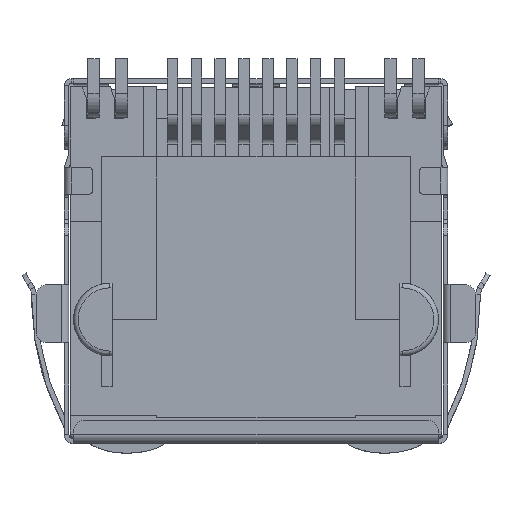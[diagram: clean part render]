
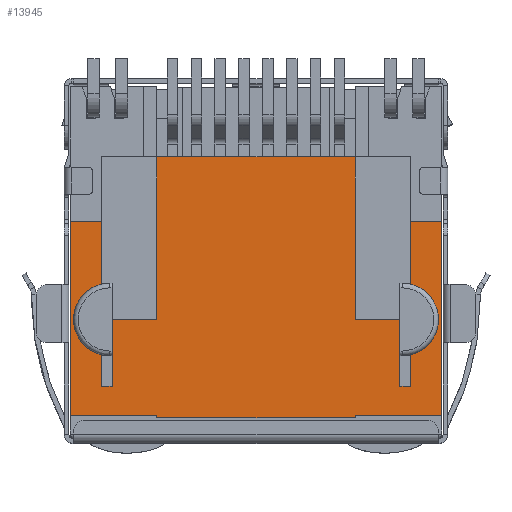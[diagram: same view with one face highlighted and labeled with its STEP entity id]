
A CAD part, top view. The second image highlights one B-rep face of the part: STEP entity #13945.
In plain terms, the highlighted planar face has unit normal (0, 0, 1).
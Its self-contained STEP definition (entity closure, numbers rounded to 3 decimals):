
#1376=DIRECTION('',(1.,0.,0.));
#1377=VECTOR('',#1376,8.5);
#1378=CARTESIAN_POINT('',(3.7,12.05,-1.35));
#1379=LINE('',#1378,#1377);
#1380=DIRECTION('',(0.,-1.,0.));
#1381=VECTOR('',#1380,6.95);
#1382=CARTESIAN_POINT('',(12.2,12.05,-1.35));
#1383=LINE('',#1382,#1381);
#1384=DIRECTION('',(1.,0.,0.));
#1385=VECTOR('',#1384,1.9);
#1386=CARTESIAN_POINT('',(12.2,5.1,-1.35));
#1387=LINE('',#1386,#1385);
#1388=DIRECTION('',(0.,-1.,0.));
#1389=VECTOR('',#1388,2.85);
#1390=CARTESIAN_POINT('',(14.1,5.1,-1.35));
#1391=LINE('',#1390,#1389);
#1392=DIRECTION('',(1.,0.,0.));
#1393=VECTOR('',#1392,0.45);
#1394=CARTESIAN_POINT('',(14.1,2.25,-1.35));
#1395=LINE('',#1394,#1393);
#1396=DIRECTION('',(0.,1.,0.));
#1397=VECTOR('',#1396,1.34);
#1398=CARTESIAN_POINT('',(14.55,2.25,-1.35));
#1399=LINE('',#1398,#1397);
#1400=CARTESIAN_POINT('',(14.2,5.1,-1.35));
#1401=DIRECTION('',(0.,0.,1.));
#1402=DIRECTION('',(0.226,-0.974,0.));
#1403=AXIS2_PLACEMENT_3D('',#1400,#1401,#1402);
#1405=DIRECTION('',(0.,1.,0.));
#1406=VECTOR('',#1405,2.69);
#1407=CARTESIAN_POINT('',(14.55,6.61,-1.35));
#1408=LINE('',#1407,#1406);
#1409=DIRECTION('',(1.,0.,0.));
#1410=VECTOR('',#1409,1.35);
#1411=CARTESIAN_POINT('',(14.55,9.3,-1.35));
#1412=LINE('',#1411,#1410);
#1413=DIRECTION('',(0.,-1.,0.));
#1414=VECTOR('',#1413,8.3);
#1415=CARTESIAN_POINT('',(15.9,9.3,-1.35));
#1416=LINE('',#1415,#1414);
#1417=DIRECTION('',(-1.,0.,0.));
#1418=VECTOR('',#1417,3.7);
#1419=CARTESIAN_POINT('',(15.9,1.,-1.35));
#1420=LINE('',#1419,#1418);
#1421=DIRECTION('',(-1.,0.,0.));
#1422=VECTOR('',#1421,8.5);
#1423=CARTESIAN_POINT('',(12.2,0.9,-1.35));
#1424=LINE('',#1423,#1422);
#1425=DIRECTION('',(-1.,0.,0.));
#1426=VECTOR('',#1425,3.7);
#1427=CARTESIAN_POINT('',(3.7,1.,-1.35));
#1428=LINE('',#1427,#1426);
#1429=DIRECTION('',(1.,0.,0.));
#1430=VECTOR('',#1429,1.35);
#1431=CARTESIAN_POINT('',(0.,9.3,-1.35));
#1432=LINE('',#1431,#1430);
#1433=DIRECTION('',(0.,-1.,0.));
#1434=VECTOR('',#1433,2.69);
#1435=CARTESIAN_POINT('',(1.35,9.3,-1.35));
#1436=LINE('',#1435,#1434);
#1437=CARTESIAN_POINT('',(1.7,5.1,-1.35));
#1438=DIRECTION('',(0.,0.,1.));
#1439=DIRECTION('',(-0.226,0.974,0.));
#1440=AXIS2_PLACEMENT_3D('',#1437,#1438,#1439);
#1442=DIRECTION('',(0.,-1.,0.));
#1443=VECTOR('',#1442,1.34);
#1444=CARTESIAN_POINT('',(1.35,3.59,-1.35));
#1445=LINE('',#1444,#1443);
#1446=DIRECTION('',(1.,0.,0.));
#1447=VECTOR('',#1446,0.45);
#1448=CARTESIAN_POINT('',(1.35,2.25,-1.35));
#1449=LINE('',#1448,#1447);
#1450=DIRECTION('',(0.,1.,0.));
#1451=VECTOR('',#1450,2.85);
#1452=CARTESIAN_POINT('',(1.8,2.25,-1.35));
#1453=LINE('',#1452,#1451);
#1454=DIRECTION('',(1.,0.,0.));
#1455=VECTOR('',#1454,1.9);
#1456=CARTESIAN_POINT('',(1.8,5.1,-1.35));
#1457=LINE('',#1456,#1455);
#1458=DIRECTION('',(0.,1.,0.));
#1459=VECTOR('',#1458,6.95);
#1460=CARTESIAN_POINT('',(3.7,5.1,-1.35));
#1461=LINE('',#1460,#1459);
#2210=DIRECTION('',(0.,-1.,0.));
#2211=VECTOR('',#2210,8.3);
#2212=CARTESIAN_POINT('',(0.,9.3,-1.35));
#2213=LINE('',#2212,#2211);
#8925=DIRECTION('',(0.,-1.,0.));
#8926=VECTOR('',#8925,0.1);
#8927=CARTESIAN_POINT('',(3.7,1.,-1.35));
#8928=LINE('',#8927,#8926);
#8945=DIRECTION('',(0.,1.,0.));
#8946=VECTOR('',#8945,0.1);
#8947=CARTESIAN_POINT('',(12.2,0.9,-1.35));
#8948=LINE('',#8947,#8946);
#9153=CARTESIAN_POINT('',(15.9,1.,-1.35));
#9154=VERTEX_POINT('',#9153);
#9155=CARTESIAN_POINT('',(15.9,9.3,-1.35));
#9156=VERTEX_POINT('',#9155);
#9524=CARTESIAN_POINT('',(12.2,12.05,-1.35));
#9525=VERTEX_POINT('',#9524);
#9526=CARTESIAN_POINT('',(3.7,12.05,-1.35));
#9527=VERTEX_POINT('',#9526);
#9714=CARTESIAN_POINT('',(14.55,9.3,-1.35));
#9715=VERTEX_POINT('',#9714);
#9716=CARTESIAN_POINT('',(14.55,6.61,-1.35));
#9717=VERTEX_POINT('',#9716);
#9720=CARTESIAN_POINT('',(12.2,5.1,-1.35));
#9721=VERTEX_POINT('',#9720);
#9722=CARTESIAN_POINT('',(14.1,5.1,-1.35));
#9723=VERTEX_POINT('',#9722);
#9724=CARTESIAN_POINT('',(14.1,2.25,-1.35));
#9725=VERTEX_POINT('',#9724);
#9726=CARTESIAN_POINT('',(14.55,2.25,-1.35));
#9727=VERTEX_POINT('',#9726);
#9728=CARTESIAN_POINT('',(14.55,3.59,-1.35));
#9729=VERTEX_POINT('',#9728);
#9730=CARTESIAN_POINT('',(12.2,1.,-1.35));
#9731=VERTEX_POINT('',#9730);
#9732=CARTESIAN_POINT('',(12.2,0.9,-1.35));
#9733=VERTEX_POINT('',#9732);
#9734=CARTESIAN_POINT('',(3.7,0.9,-1.35));
#9735=VERTEX_POINT('',#9734);
#9736=CARTESIAN_POINT('',(3.7,1.,-1.35));
#9737=VERTEX_POINT('',#9736);
#9738=CARTESIAN_POINT('',(0.,1.,-1.35));
#9739=VERTEX_POINT('',#9738);
#9740=CARTESIAN_POINT('',(0.,9.3,-1.35));
#9741=VERTEX_POINT('',#9740);
#9742=CARTESIAN_POINT('',(1.35,9.3,-1.35));
#9743=VERTEX_POINT('',#9742);
#9744=CARTESIAN_POINT('',(1.35,6.61,-1.35));
#9745=VERTEX_POINT('',#9744);
#9746=CARTESIAN_POINT('',(1.35,3.59,-1.35));
#9747=VERTEX_POINT('',#9746);
#9748=CARTESIAN_POINT('',(1.35,2.25,-1.35));
#9749=VERTEX_POINT('',#9748);
#9750=CARTESIAN_POINT('',(1.8,2.25,-1.35));
#9751=VERTEX_POINT('',#9750);
#9752=CARTESIAN_POINT('',(1.8,5.1,-1.35));
#9753=VERTEX_POINT('',#9752);
#9754=CARTESIAN_POINT('',(3.7,5.1,-1.35));
#9755=VERTEX_POINT('',#9754);
#13892=CARTESIAN_POINT('',(7.95,6.475,-1.35));
#13893=DIRECTION('',(0.,0.,1.));
#13894=DIRECTION('',(0.,-1.,0.));
#13895=AXIS2_PLACEMENT_3D('',#13892,#13893,#13894);
#13896=PLANE('',#13895);
#13898=ORIENTED_EDGE('',*,*,#13897,.T.);
#13900=ORIENTED_EDGE('',*,*,#13899,.T.);
#13902=ORIENTED_EDGE('',*,*,#13901,.T.);
#13904=ORIENTED_EDGE('',*,*,#13903,.T.);
#13906=ORIENTED_EDGE('',*,*,#13905,.T.);
#13908=ORIENTED_EDGE('',*,*,#13907,.T.);
#13910=ORIENTED_EDGE('',*,*,#13909,.T.);
#13912=ORIENTED_EDGE('',*,*,#13911,.T.);
#13913=ORIENTED_EDGE('',*,*,#13883,.T.);
#13914=ORIENTED_EDGE('',*,*,#12067,.T.);
#13916=ORIENTED_EDGE('',*,*,#13915,.T.);
#13918=ORIENTED_EDGE('',*,*,#13917,.F.);
#13920=ORIENTED_EDGE('',*,*,#13919,.T.);
#13922=ORIENTED_EDGE('',*,*,#13921,.F.);
#13924=ORIENTED_EDGE('',*,*,#13923,.T.);
#13926=ORIENTED_EDGE('',*,*,#13925,.F.);
#13928=ORIENTED_EDGE('',*,*,#13927,.T.);
#13930=ORIENTED_EDGE('',*,*,#13929,.T.);
#13932=ORIENTED_EDGE('',*,*,#13931,.T.);
#13934=ORIENTED_EDGE('',*,*,#13933,.T.);
#13936=ORIENTED_EDGE('',*,*,#13935,.T.);
#13938=ORIENTED_EDGE('',*,*,#13937,.T.);
#13940=ORIENTED_EDGE('',*,*,#13939,.T.);
#13942=ORIENTED_EDGE('',*,*,#13941,.T.);
#13943=EDGE_LOOP('',(#13898,#13900,#13902,#13904,#13906,#13908,#13910,#13912,
#13913,#13914,#13916,#13918,#13920,#13922,#13924,#13926,#13928,#13930,#13932,
#13934,#13936,#13938,#13940,#13942));
#13944=FACE_OUTER_BOUND('',#13943,.F.);
#13945=ADVANCED_FACE('',(#13944),#13896,.T.);
#1404=CIRCLE('',#1403,1.55);
#1441=CIRCLE('',#1440,1.55);
#12067=EDGE_CURVE('',#9156,#9154,#1416,.T.);
#13883=EDGE_CURVE('',#9715,#9156,#1412,.T.);
#13897=EDGE_CURVE('',#9527,#9525,#1379,.T.);
#13899=EDGE_CURVE('',#9525,#9721,#1383,.T.);
#13901=EDGE_CURVE('',#9721,#9723,#1387,.T.);
#13903=EDGE_CURVE('',#9723,#9725,#1391,.T.);
#13905=EDGE_CURVE('',#9725,#9727,#1395,.T.);
#13907=EDGE_CURVE('',#9727,#9729,#1399,.T.);
#13909=EDGE_CURVE('',#9729,#9717,#1404,.T.);
#13911=EDGE_CURVE('',#9717,#9715,#1408,.T.);
#13915=EDGE_CURVE('',#9154,#9731,#1420,.T.);
#13917=EDGE_CURVE('',#9733,#9731,#8948,.T.);
#13919=EDGE_CURVE('',#9733,#9735,#1424,.T.);
#13921=EDGE_CURVE('',#9737,#9735,#8928,.T.);
#13923=EDGE_CURVE('',#9737,#9739,#1428,.T.);
#13925=EDGE_CURVE('',#9741,#9739,#2213,.T.);
#13927=EDGE_CURVE('',#9741,#9743,#1432,.T.);
#13929=EDGE_CURVE('',#9743,#9745,#1436,.T.);
#13931=EDGE_CURVE('',#9745,#9747,#1441,.T.);
#13933=EDGE_CURVE('',#9747,#9749,#1445,.T.);
#13935=EDGE_CURVE('',#9749,#9751,#1449,.T.);
#13937=EDGE_CURVE('',#9751,#9753,#1453,.T.);
#13939=EDGE_CURVE('',#9753,#9755,#1457,.T.);
#13941=EDGE_CURVE('',#9755,#9527,#1461,.T.);
